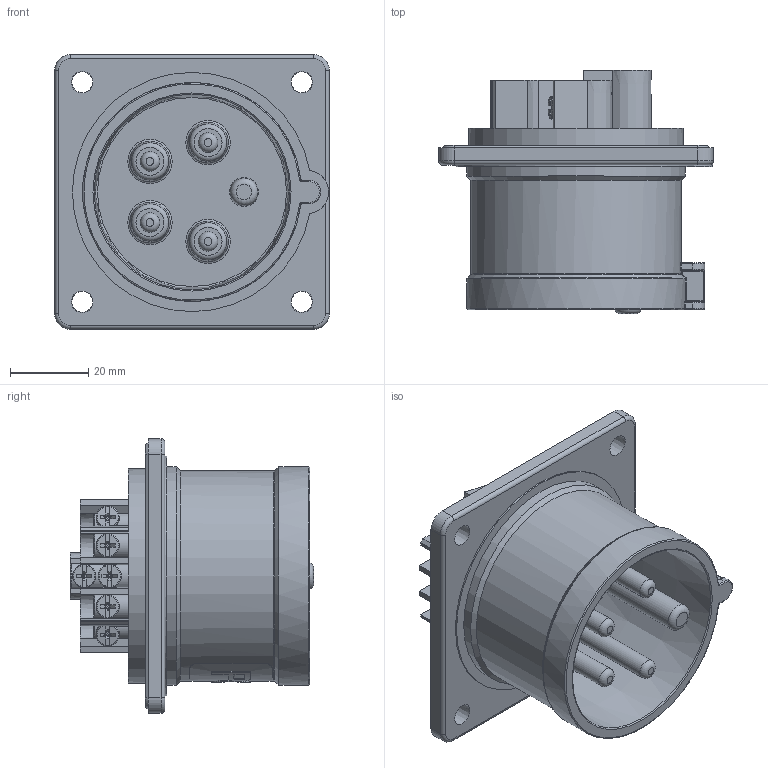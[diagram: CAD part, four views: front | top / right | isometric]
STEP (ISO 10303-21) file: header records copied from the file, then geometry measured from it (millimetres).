
FILE_DESCRIPTION (( 'STEP AP203' ), '1' );
FILE_NAME ('615-6.STEP', '2017-12-20T12:35:46', ( '' ), ( '' ), 'SwSTEP 2.0', 'SolidWorks 2016', '' );
FILE_SCHEMA (( 'CONFIG_CONTROL_DESIGN' ));
Length unit declared in the file: millimetre
Products named in the file (1): 615-6
Bounding box: 70 x 62 x 70 mm (x, y, z)
Volume: 49887.7 mm3; surface area: 39141.9 mm2
Topology: 1 solids, 1 shells, 737 faces, 1781 edges, 1120 vertices
Faces by surface type: plane 358, cylinder 138, bspline 98, cone 81, torus 56, sphere 6
Full cylindrical faces by diameter (mm): 3.4 x8, 3.5 x4, 4 x4, 4.7 x1, 5 x4, 7 x5, 8.5 x1, 53.727 x1, 55.8 x1
Entity records: 27248 total; most frequent: CARTESIAN_POINT 11590, ORIENTED_EDGE 3258, DIRECTION 2908, EDGE_CURVE 1629, AXIS2_PLACEMENT_3D 1103, VERTEX_POINT 1070, EDGE_LOOP 921, FACE_OUTER_BOUND 786
